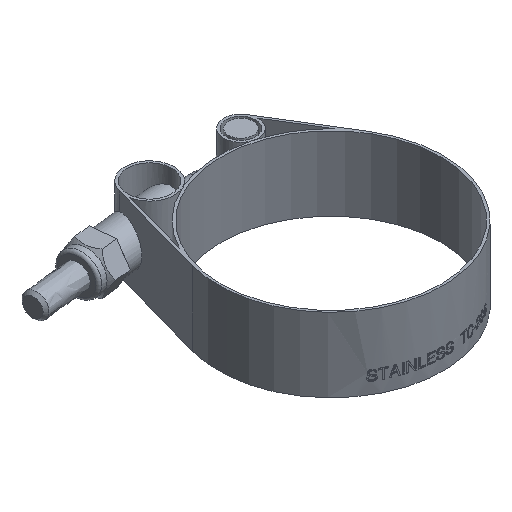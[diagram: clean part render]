
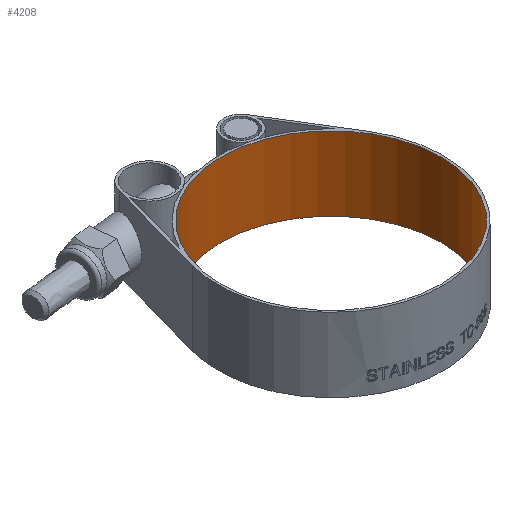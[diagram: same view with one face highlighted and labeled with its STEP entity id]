
A CAD part, isometric view. The second image highlights one B-rep face of the part: STEP entity #4208.
In plain terms, the highlighted cylindrical face has radius 28.321 mm (diameter 56.642 mm), a full revolution.
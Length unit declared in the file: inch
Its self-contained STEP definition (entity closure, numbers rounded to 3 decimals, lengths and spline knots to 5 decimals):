
#327=CIRCLE('',#4437,1.115);
#328=CIRCLE('',#4438,1.115);
#571=FACE_OUTER_BOUND('',#830,.T.);
#830=EDGE_LOOP('',(#3909,#3910,#3911,#3912));
#1083=LINE('',#23388,#1328);
#1328=VECTOR('',#5101,1.115);
#2039=VERTEX_POINT('',#23385);
#2040=VERTEX_POINT('',#23387);
#2672=EDGE_CURVE('',#2039,#2039,#327,.T.);
#2673=EDGE_CURVE('',#2039,#2040,#1083,.T.);
#2674=EDGE_CURVE('',#2040,#2040,#328,.T.);
#3909=ORIENTED_EDGE('',*,*,#2672,.F.);
#3910=ORIENTED_EDGE('',*,*,#2673,.T.);
#3911=ORIENTED_EDGE('',*,*,#2674,.F.);
#3912=ORIENTED_EDGE('',*,*,#2673,.F.);
#3976=CYLINDRICAL_SURFACE('',#4436,1.115);
#4208=ADVANCED_FACE('',(#571),#3976,.F.);
#4436=AXIS2_PLACEMENT_3D('',#23384,#5097,#5098);
#4437=AXIS2_PLACEMENT_3D('',#23386,#5099,#5100);
#4438=AXIS2_PLACEMENT_3D('',#23389,#5102,#5103);
#5097=DIRECTION('center_axis',(0.,0.,1.));
#5098=DIRECTION('ref_axis',(-1.,0.,0.));
#5099=DIRECTION('center_axis',(0.,0.,1.));
#5100=DIRECTION('ref_axis',(-1.,0.,0.));
#5101=DIRECTION('',(0.,0.,1.));
#5102=DIRECTION('center_axis',(0.,0.,-1.));
#5103=DIRECTION('ref_axis',(-1.,0.,0.));
#23384=CARTESIAN_POINT('Origin',(0.,0.,0.));
#23385=CARTESIAN_POINT('',(1.115,0.,-0.375));
#23386=CARTESIAN_POINT('Origin',(0.,0.,-0.375));
#23387=CARTESIAN_POINT('',(1.115,0.,0.375));
#23388=CARTESIAN_POINT('',(1.115,0.,0.));
#23389=CARTESIAN_POINT('Origin',(0.,0.,0.375));
